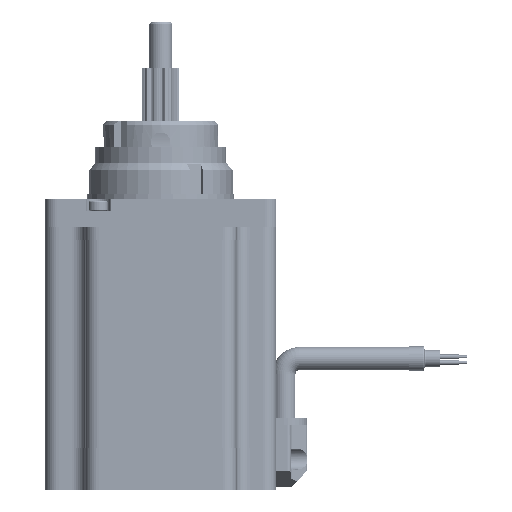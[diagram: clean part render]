
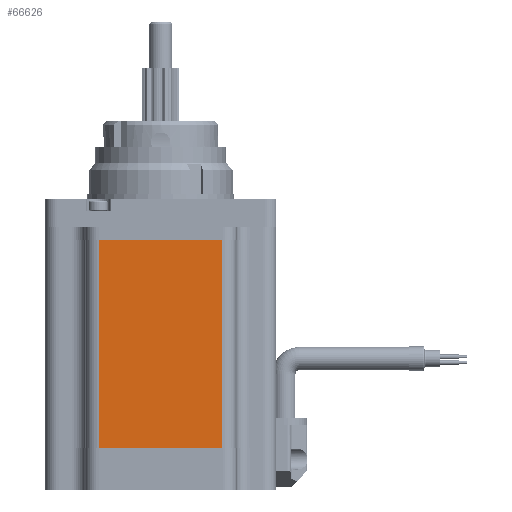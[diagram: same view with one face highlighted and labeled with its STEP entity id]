
A CAD part, left-side view. The second image highlights one B-rep face of the part: STEP entity #66626.
In plain terms, the highlighted face is planar.
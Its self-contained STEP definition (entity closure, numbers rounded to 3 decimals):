
#896 = VERTEX_POINT ( 'NONE', #2332 ) ;
#1582 = DIRECTION ( 'NONE',  ( 0., 1., 0. ) ) ;
#2332 = CARTESIAN_POINT ( 'NONE',  ( 30., -16., 54. ) ) ;
#9346 = VERTEX_POINT ( 'NONE', #77071 ) ;
#10597 = CARTESIAN_POINT ( 'NONE',  ( 30., -16., 0. ) ) ;
#17077 = ORIENTED_EDGE ( 'NONE', *, *, #29189, .T. ) ;
#18914 = EDGE_CURVE ( 'NONE', #26243, #9346, #70072, .T. ) ;
#19845 = DIRECTION ( 'NONE',  ( 0., 1., 0. ) ) ;
#22065 = PLANE ( 'NONE',  #30949 ) ;
#23861 = DIRECTION ( 'NONE',  ( 0., 0., -1. ) ) ;
#25032 = CARTESIAN_POINT ( 'NONE',  ( 30., 16., 54. ) ) ;
#26243 = VERTEX_POINT ( 'NONE', #25032 ) ;
#27583 = VECTOR ( 'NONE', #19845, 1000. ) ;
#28400 = EDGE_CURVE ( 'NONE', #896, #26243, #113499, .T. ) ;
#28935 = EDGE_LOOP ( 'NONE', ( #17077, #72479, #38479, #45854 ) ) ;
#29189 = EDGE_CURVE ( 'NONE', #113355, #9346, #29747, .T. ) ;
#29747 = LINE ( 'NONE', #10597, #96738 ) ;
#30949 = AXIS2_PLACEMENT_3D ( 'NONE', #37813, #58666, #49632 ) ;
#31324 = CARTESIAN_POINT ( 'NONE',  ( 30., -16., 0. ) ) ;
#35955 = VECTOR ( 'NONE', #23861, 1000. ) ;
#37813 = CARTESIAN_POINT ( 'NONE',  ( 30., -16., 54. ) ) ;
#38479 = ORIENTED_EDGE ( 'NONE', *, *, #28400, .F. ) ;
#43621 = CARTESIAN_POINT ( 'NONE',  ( 30., 16., 54. ) ) ;
#44772 = VECTOR ( 'NONE', #89266, 1000. ) ;
#45854 = ORIENTED_EDGE ( 'NONE', *, *, #58794, .T. ) ;
#49632 = DIRECTION ( 'NONE',  ( 0., 0., 1. ) ) ;
#51422 = LINE ( 'NONE', #87505, #44772 ) ;
#55824 = FACE_OUTER_BOUND ( 'NONE', #28935, .T. ) ;
#58666 = DIRECTION ( 'NONE',  ( -1., 0., 0. ) ) ;
#58794 = EDGE_CURVE ( 'NONE', #896, #113355, #51422, .T. ) ;
#66626 = ADVANCED_FACE ( 'NONE', ( #55824 ), #22065, .F. ) ;
#70072 = LINE ( 'NONE', #43621, #35955 ) ;
#72479 = ORIENTED_EDGE ( 'NONE', *, *, #18914, .F. ) ;
#77071 = CARTESIAN_POINT ( 'NONE',  ( 30., 16., 0. ) ) ;
#87505 = CARTESIAN_POINT ( 'NONE',  ( 30., -16., 54. ) ) ;
#89266 = DIRECTION ( 'NONE',  ( 0., 0., -1. ) ) ;
#96738 = VECTOR ( 'NONE', #1582, 1000. ) ;
#112338 = CARTESIAN_POINT ( 'NONE',  ( 30., -16., 54. ) ) ;
#113355 = VERTEX_POINT ( 'NONE', #31324 ) ;
#113499 = LINE ( 'NONE', #112338, #27583 ) ;
